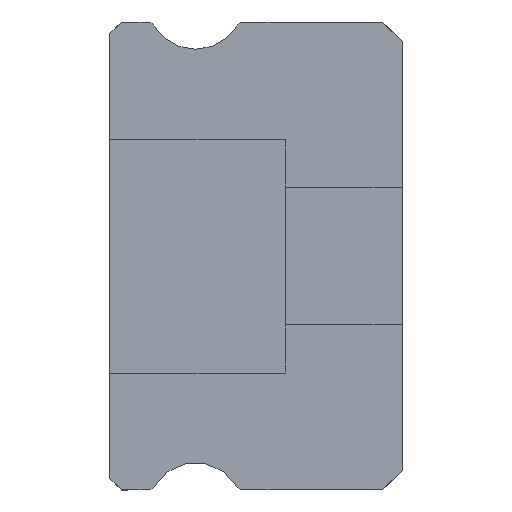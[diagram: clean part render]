
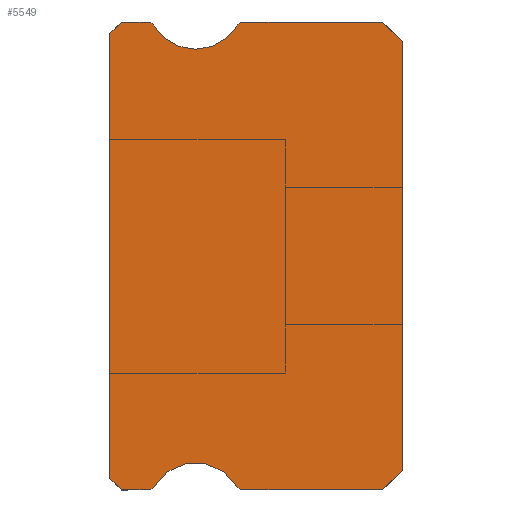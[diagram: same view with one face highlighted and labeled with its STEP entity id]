
A CAD part, left-side view. The second image highlights one B-rep face of the part: STEP entity #5549.
In plain terms, the highlighted planar face has unit normal (-1, 0, 0).
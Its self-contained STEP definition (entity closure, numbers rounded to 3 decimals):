
#215 = EDGE_CURVE ( 'NONE', #9742, #287, #9237, .T. ) ;
#235 = EDGE_CURVE ( 'NONE', #2734, #9742, #813, .T. ) ;
#266 = VERTEX_POINT ( 'NONE', #3548 ) ;
#287 = VERTEX_POINT ( 'NONE', #2057 ) ;
#301 = CARTESIAN_POINT ( 'NONE',  ( -5., 7.2, -6. ) ) ;
#443 = CARTESIAN_POINT ( 'NONE',  ( -5., 5.3, 6.55 ) ) ;
#569 = EDGE_CURVE ( 'NONE', #3487, #4143, #1746, .T. ) ;
#580 = CARTESIAN_POINT ( 'NONE',  ( -5., 7.5, 5.85 ) ) ;
#813 = CIRCLE ( 'NONE', #6116, 1.25 ) ;
#870 = ORIENTED_EDGE ( 'NONE', *, *, #1193, .T. ) ;
#1193 = EDGE_CURVE ( 'NONE', #4235, #287, #8297, .T. ) ;
#1229 = DIRECTION ( 'NONE',  ( 0., -0.707, -0.707 ) ) ;
#1341 = VERTEX_POINT ( 'NONE', #7656 ) ;
#1451 = EDGE_CURVE ( 'NONE', #2707, #3230, #4929, .T. ) ;
#1495 = DIRECTION ( 'NONE',  ( 0., 0., -1. ) ) ;
#1623 = CARTESIAN_POINT ( 'NONE',  ( -5., 4.088, -6. ) ) ;
#1687 = CARTESIAN_POINT ( 'NONE',  ( -5., 4.088, 5.85 ) ) ;
#1746 = LINE ( 'NONE', #10357, #9428 ) ;
#1766 = VERTEX_POINT ( 'NONE', #2936 ) ;
#1787 = ORIENTED_EDGE ( 'NONE', *, *, #1890, .F. ) ;
#1827 = DIRECTION ( 'NONE',  ( 0., 0., -1. ) ) ;
#1853 = VECTOR ( 'NONE', #9945, 1000. ) ;
#1890 = EDGE_CURVE ( 'NONE', #1766, #2061, #2670, .T. ) ;
#1983 = DIRECTION ( 'NONE',  ( 0., 1., 0. ) ) ;
#2057 = CARTESIAN_POINT ( 'NONE',  ( -5., 6.512, -6. ) ) ;
#2061 = VERTEX_POINT ( 'NONE', #7219 ) ;
#2183 = AXIS2_PLACEMENT_3D ( 'NONE', #443, #5838, #1495 ) ;
#2190 = ORIENTED_EDGE ( 'NONE', *, *, #1451, .F. ) ;
#2259 = DIRECTION ( 'NONE',  ( 0., -0.707, -0.707 ) ) ;
#2280 = DIRECTION ( 'NONE',  ( 0., -1., 0. ) ) ;
#2367 = AXIS2_PLACEMENT_3D ( 'NONE', #1687, #6870, #11266 ) ;
#2400 = CARTESIAN_POINT ( 'NONE',  ( -5., 6.512, -6. ) ) ;
#2507 = ORIENTED_EDGE ( 'NONE', *, *, #9421, .F. ) ;
#2587 = DIRECTION ( 'NONE',  ( 0., 0., -1. ) ) ;
#2637 = DIRECTION ( 'NONE',  ( 0., 0., -1. ) ) ;
#2670 = CIRCLE ( 'NONE', #9074, 1.25 ) ;
#2707 = VERTEX_POINT ( 'NONE', #6779 ) ;
#2734 = VERTEX_POINT ( 'NONE', #3595 ) ;
#2841 = LINE ( 'NONE', #6306, #6872 ) ;
#2844 = CARTESIAN_POINT ( 'NONE',  ( -5., 0., 5.5 ) ) ;
#2936 = CARTESIAN_POINT ( 'NONE',  ( -5., 6.383, 5.925 ) ) ;
#3002 = EDGE_CURVE ( 'NONE', #266, #3230, #10313, .T. ) ;
#3056 = DIRECTION ( 'NONE',  ( 1., 0., 0. ) ) ;
#3146 = DIRECTION ( 'NONE',  ( 0., 0., 1. ) ) ;
#3230 = VERTEX_POINT ( 'NONE', #9669 ) ;
#3304 = ORIENTED_EDGE ( 'NONE', *, *, #569, .F. ) ;
#3308 = EDGE_CURVE ( 'NONE', #6620, #9474, #2841, .T. ) ;
#3467 = DIRECTION ( 'NONE',  ( 0., -1., 0. ) ) ;
#3487 = VERTEX_POINT ( 'NONE', #3507 ) ;
#3497 = CARTESIAN_POINT ( 'NONE',  ( -5., 5.3, -6.55 ) ) ;
#3507 = CARTESIAN_POINT ( 'NONE',  ( -5., 4.088, 6. ) ) ;
#3548 = CARTESIAN_POINT ( 'NONE',  ( -5., 7.2, 6. ) ) ;
#3595 = CARTESIAN_POINT ( 'NONE',  ( -5., 4.217, -5.925 ) ) ;
#3824 = CIRCLE ( 'NONE', #2367, 0.15 ) ;
#3868 = CARTESIAN_POINT ( 'NONE',  ( -5., 6.512, 5.85 ) ) ;
#4143 = VERTEX_POINT ( 'NONE', #10988 ) ;
#4169 = DIRECTION ( 'NONE',  ( 0., 1., 0. ) ) ;
#4206 = DIRECTION ( 'NONE',  ( 0., 0.707, -0.707 ) ) ;
#4235 = VERTEX_POINT ( 'NONE', #4915 ) ;
#4334 = VERTEX_POINT ( 'NONE', #4781 ) ;
#4492 = EDGE_CURVE ( 'NONE', #5332, #1766, #6121, .T. ) ;
#4545 = LINE ( 'NONE', #301, #8847 ) ;
#4665 = VECTOR ( 'NONE', #3146, 1000. ) ;
#4781 = CARTESIAN_POINT ( 'NONE',  ( -5., 4.217, 5.925 ) ) ;
#4915 = CARTESIAN_POINT ( 'NONE',  ( -5., 7.2, -6. ) ) ;
#4929 = LINE ( 'NONE', #580, #7774 ) ;
#4935 = ORIENTED_EDGE ( 'NONE', *, *, #5037, .T. ) ;
#4951 = LINE ( 'NONE', #7668, #4665 ) ;
#5037 = EDGE_CURVE ( 'NONE', #1341, #5744, #4951, .T. ) ;
#5105 = CIRCLE ( 'NONE', #6745, 0.15 ) ;
#5332 = VERTEX_POINT ( 'NONE', #10889 ) ;
#5490 = ORIENTED_EDGE ( 'NONE', *, *, #10979, .T. ) ;
#5549 = ADVANCED_FACE ( 'NONE', ( #7057 ), #10497, .F. ) ;
#5744 = VERTEX_POINT ( 'NONE', #2844 ) ;
#5790 = CIRCLE ( 'NONE', #2183, 1.25 ) ;
#5838 = DIRECTION ( 'NONE',  ( -1., 0., 0. ) ) ;
#5967 = CARTESIAN_POINT ( 'NONE',  ( -5., 7.5, 5.7 ) ) ;
#5995 = LINE ( 'NONE', #6841, #9502 ) ;
#6030 = ORIENTED_EDGE ( 'NONE', *, *, #235, .F. ) ;
#6116 = AXIS2_PLACEMENT_3D ( 'NONE', #3497, #6961, #2637 ) ;
#6121 = CIRCLE ( 'NONE', #11278, 0.15 ) ;
#6211 = CARTESIAN_POINT ( 'NONE',  ( -5., 6.512, 5.85 ) ) ;
#6306 = CARTESIAN_POINT ( 'NONE',  ( -5., 6.512, -6. ) ) ;
#6420 = LINE ( 'NONE', #7345, #1853 ) ;
#6472 = DIRECTION ( 'NONE',  ( 0., 0., -1. ) ) ;
#6620 = VERTEX_POINT ( 'NONE', #11290 ) ;
#6745 = AXIS2_PLACEMENT_3D ( 'NONE', #7398, #3056, #6472 ) ;
#6779 = CARTESIAN_POINT ( 'NONE',  ( -5., 7.5, -5.7 ) ) ;
#6825 = VECTOR ( 'NONE', #2280, 1000. ) ;
#6841 = CARTESIAN_POINT ( 'NONE',  ( -5., 7.2, 6. ) ) ;
#6870 = DIRECTION ( 'NONE',  ( 1., 0., 0. ) ) ;
#6872 = VECTOR ( 'NONE', #1983, 1000. ) ;
#6961 = DIRECTION ( 'NONE',  ( -1., 0., 0. ) ) ;
#7057 = FACE_OUTER_BOUND ( 'NONE', #11071, .T. ) ;
#7219 = CARTESIAN_POINT ( 'NONE',  ( -5., 5.3, 5.3 ) ) ;
#7345 = CARTESIAN_POINT ( 'NONE',  ( -5., 0., -5.5 ) ) ;
#7355 = DIRECTION ( 'NONE',  ( 1., 0., 0. ) ) ;
#7398 = CARTESIAN_POINT ( 'NONE',  ( -5., 4.088, -5.85 ) ) ;
#7570 = DIRECTION ( 'NONE',  ( 0., 0., 1. ) ) ;
#7641 = EDGE_CURVE ( 'NONE', #2061, #4334, #5790, .T. ) ;
#7656 = CARTESIAN_POINT ( 'NONE',  ( -5., 0., -5.5 ) ) ;
#7668 = CARTESIAN_POINT ( 'NONE',  ( -5., 0., 5.5 ) ) ;
#7774 = VECTOR ( 'NONE', #7570, 1000. ) ;
#7782 = DIRECTION ( 'NONE',  ( 1., 0., 0. ) ) ;
#7925 = CARTESIAN_POINT ( 'NONE',  ( -5., 6.383, -5.925 ) ) ;
#8183 = DIRECTION ( 'NONE',  ( 0., 0., -1. ) ) ;
#8197 = EDGE_CURVE ( 'NONE', #4143, #5744, #10122, .T. ) ;
#8294 = EDGE_CURVE ( 'NONE', #4334, #3487, #3824, .T. ) ;
#8297 = LINE ( 'NONE', #2400, #6825 ) ;
#8459 = CARTESIAN_POINT ( 'NONE',  ( -5., 0.5, 6. ) ) ;
#8503 = ORIENTED_EDGE ( 'NONE', *, *, #4492, .F. ) ;
#8542 = CARTESIAN_POINT ( 'NONE',  ( -5., 6.512, -5.85 ) ) ;
#8562 = EDGE_CURVE ( 'NONE', #5332, #266, #5995, .T. ) ;
#8684 = ORIENTED_EDGE ( 'NONE', *, *, #215, .F. ) ;
#8753 = DIRECTION ( 'NONE',  ( 1., 0., 0. ) ) ;
#8847 = VECTOR ( 'NONE', #1229, 1000. ) ;
#9074 = AXIS2_PLACEMENT_3D ( 'NONE', #10976, #10109, #11032 ) ;
#9079 = EDGE_CURVE ( 'NONE', #9474, #2734, #5105, .T. ) ;
#9155 = VECTOR ( 'NONE', #2259, 1000. ) ;
#9237 = CIRCLE ( 'NONE', #10726, 0.15 ) ;
#9284 = VECTOR ( 'NONE', #4206, 1000. ) ;
#9421 = EDGE_CURVE ( 'NONE', #1341, #6620, #6420, .T. ) ;
#9428 = VECTOR ( 'NONE', #3467, 1000. ) ;
#9474 = VERTEX_POINT ( 'NONE', #1623 ) ;
#9502 = VECTOR ( 'NONE', #4169, 1000. ) ;
#9669 = CARTESIAN_POINT ( 'NONE',  ( -5., 7.5, 5.7 ) ) ;
#9737 = ORIENTED_EDGE ( 'NONE', *, *, #8562, .T. ) ;
#9742 = VERTEX_POINT ( 'NONE', #7925 ) ;
#9756 = ORIENTED_EDGE ( 'NONE', *, *, #3308, .F. ) ;
#9945 = DIRECTION ( 'NONE',  ( 0., 0.707, -0.707 ) ) ;
#10109 = DIRECTION ( 'NONE',  ( -1., 0., 0. ) ) ;
#10122 = LINE ( 'NONE', #8459, #9155 ) ;
#10313 = LINE ( 'NONE', #5967, #9284 ) ;
#10333 = ORIENTED_EDGE ( 'NONE', *, *, #3002, .T. ) ;
#10357 = CARTESIAN_POINT ( 'NONE',  ( -5., 6.512, 6. ) ) ;
#10393 = AXIS2_PLACEMENT_3D ( 'NONE', #6211, #8753, #1827 ) ;
#10497 = PLANE ( 'NONE',  #10393 ) ;
#10646 = ORIENTED_EDGE ( 'NONE', *, *, #7641, .F. ) ;
#10689 = ORIENTED_EDGE ( 'NONE', *, *, #8197, .F. ) ;
#10726 = AXIS2_PLACEMENT_3D ( 'NONE', #8542, #7782, #2587 ) ;
#10889 = CARTESIAN_POINT ( 'NONE',  ( -5., 6.512, 6. ) ) ;
#10976 = CARTESIAN_POINT ( 'NONE',  ( -5., 5.3, 6.55 ) ) ;
#10979 = EDGE_CURVE ( 'NONE', #2707, #4235, #4545, .T. ) ;
#10988 = CARTESIAN_POINT ( 'NONE',  ( -5., 0.5, 6. ) ) ;
#11032 = DIRECTION ( 'NONE',  ( 0., 0., -1. ) ) ;
#11071 = EDGE_LOOP ( 'NONE', ( #10333, #2190, #5490, #870, #8684, #6030, #11272, #9756, #2507, #4935, #10689, #3304, #11170, #10646, #1787, #8503, #9737 ) ) ;
#11170 = ORIENTED_EDGE ( 'NONE', *, *, #8294, .F. ) ;
#11266 = DIRECTION ( 'NONE',  ( 0., 0., -1. ) ) ;
#11272 = ORIENTED_EDGE ( 'NONE', *, *, #9079, .F. ) ;
#11278 = AXIS2_PLACEMENT_3D ( 'NONE', #3868, #7355, #8183 ) ;
#11290 = CARTESIAN_POINT ( 'NONE',  ( -5., 0.5, -6. ) ) ;
